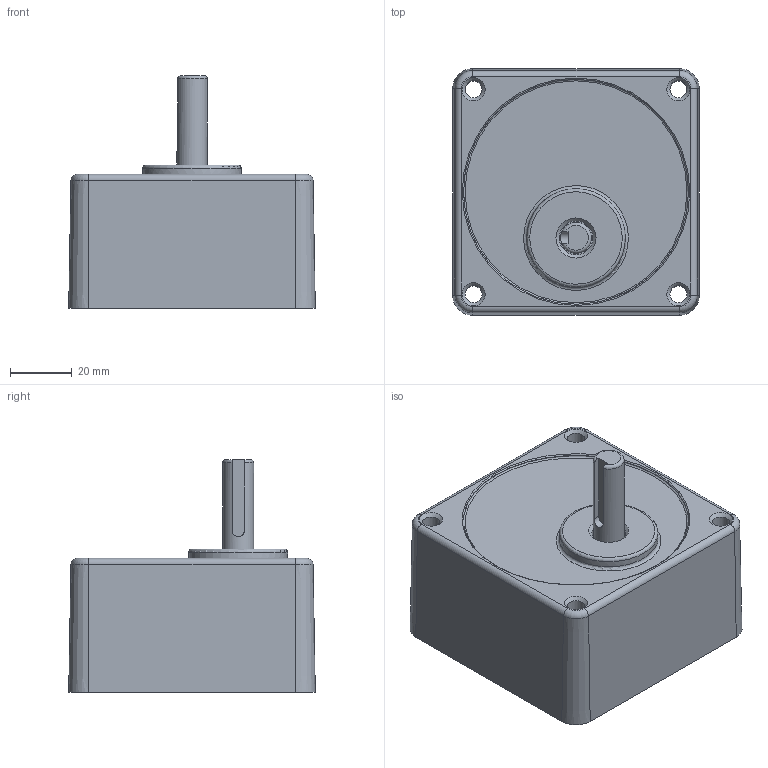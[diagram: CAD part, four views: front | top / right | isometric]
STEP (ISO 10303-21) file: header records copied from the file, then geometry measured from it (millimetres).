
FILE_DESCRIPTION(/* description */ ('Unknown'),/* implementation_level */ '2;1');
FILE_NAME(/* name */ 'Transmotec-Cad-S80A',/* time_stamp */ '2024-11-14T16:40:54+01:00',/* author */ ('Unknown'),/* organization */ ('Unknown'),/* preprocessor_version */ 'ST-DEVELOPER v19.4',/* originating_system */ 'Solid Edge',/* authorisation */ 'Unknown');
FILE_SCHEMA (('AUTOMOTIVE_DESIGN {1 0 10303 214 3 1 1}'));
Length unit declared in the file: millimetre
Products named in the file (1): Transmotec-Cad-S80A
Bounding box: 80 x 80 x 75.5 mm (x, y, z)
Volume: 257741.7 mm3; surface area: 30494.2 mm2
Topology: 1 solids, 1 shells, 47 faces, 118 edges, 78 vertices
Faces by surface type: plane 14, cylinder 13, cone 11, torus 9
Full cylindrical faces by diameter (mm): 5.5 x4, 10 x1, 11 x1, 32 x1, 73 x1
Entity records: 1344 total; most frequent: DIRECTION 241, CARTESIAN_POINT 229, ORIENTED_EDGE 188, AXIS2_PLACEMENT_3D 102, EDGE_CURVE 94, EDGE_LOOP 79, FACE_BOUND 79, VERTEX_POINT 73
